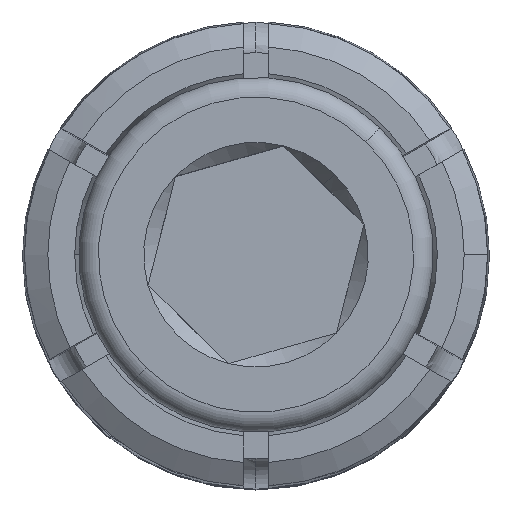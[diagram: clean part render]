
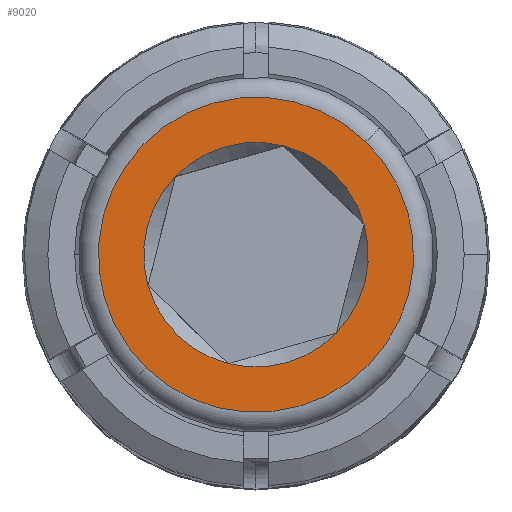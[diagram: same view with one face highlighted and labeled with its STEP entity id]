
A CAD part, top view. The second image highlights one B-rep face of the part: STEP entity #9020.
In plain terms, the highlighted face is planar.
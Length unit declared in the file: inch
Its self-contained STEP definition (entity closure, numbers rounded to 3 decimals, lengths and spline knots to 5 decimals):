
#182 = FACE_BOUND ( 'NONE', #1185, .T. ) ;
#224 = CARTESIAN_POINT ( 'NONE',  ( 0., 0., -1.41732 ) ) ;
#476 = CARTESIAN_POINT ( 'NONE',  ( 0., 0., -1.41732 ) ) ;
#513 = CARTESIAN_POINT ( 'NONE',  ( 0., 0.11365, -1.41732 ) ) ;
#980 = DIRECTION ( 'NONE',  ( 0., 0., -1. ) ) ;
#1079 = EDGE_CURVE ( 'NONE', #5859, #13800, #8454, .T. ) ;
#1185 = EDGE_LOOP ( 'NONE', ( #8082, #13018, #8012, #1858, #1812, #6459, #4615 ) ) ;
#1483 = DIRECTION ( 'NONE',  ( 1., 0., 0. ) ) ;
#1723 = DIRECTION ( 'NONE',  ( -1., 0., 0. ) ) ;
#1812 = ORIENTED_EDGE ( 'NONE', *, *, #9871, .F. ) ;
#1858 = ORIENTED_EDGE ( 'NONE', *, *, #7105, .F. ) ;
#2135 = DIRECTION ( 'NONE',  ( 0., 0., -1. ) ) ;
#2547 = VERTEX_POINT ( 'NONE', #513 ) ;
#2745 = AXIS2_PLACEMENT_3D ( 'NONE', #10932, #3394, #12210 ) ;
#2940 = CARTESIAN_POINT ( 'NONE',  ( -0.11365, 0., -1.41732 ) ) ;
#2996 = CIRCLE ( 'NONE', #2745, 0.11365 ) ;
#3394 = DIRECTION ( 'NONE',  ( 0., 0., -1. ) ) ;
#3476 = CIRCLE ( 'NONE', #13723, 0.11365 ) ;
#3591 = ORIENTED_EDGE ( 'NONE', *, *, #10199, .F. ) ;
#4075 = CIRCLE ( 'NONE', #6989, 0.1595 ) ;
#4307 = DIRECTION ( 'NONE',  ( 0., 0., -1. ) ) ;
#4366 = DIRECTION ( 'NONE',  ( 0., 0., -1. ) ) ;
#4615 = ORIENTED_EDGE ( 'NONE', *, *, #6598, .F. ) ;
#4671 = CARTESIAN_POINT ( 'NONE',  ( -0.09843, -0.05683, -1.41732 ) ) ;
#4932 = AXIS2_PLACEMENT_3D ( 'NONE', #5464, #14270, #6715 ) ;
#5312 = EDGE_CURVE ( 'NONE', #6040, #12927, #13822, .T. ) ;
#5464 = CARTESIAN_POINT ( 'NONE',  ( 0., 0., -1.41732 ) ) ;
#5498 = EDGE_CURVE ( 'NONE', #13800, #2547, #2996, .T. ) ;
#5547 = CARTESIAN_POINT ( 'NONE',  ( 0., 0., -1.41732 ) ) ;
#5859 = VERTEX_POINT ( 'NONE', #2940 ) ;
#6040 = VERTEX_POINT ( 'NONE', #14559 ) ;
#6459 = ORIENTED_EDGE ( 'NONE', *, *, #13470, .F. ) ;
#6598 = EDGE_CURVE ( 'NONE', #2547, #8182, #7275, .T. ) ;
#6715 = DIRECTION ( 'NONE',  ( -1., 0., 0. ) ) ;
#6789 = DIRECTION ( 'NONE',  ( 1., 0., 0. ) ) ;
#6989 = AXIS2_PLACEMENT_3D ( 'NONE', #224, #8997, #1483 ) ;
#7104 = CIRCLE ( 'NONE', #14708, 0.11365 ) ;
#7105 = EDGE_CURVE ( 'NONE', #14195, #13660, #7461, .T. ) ;
#7112 = CARTESIAN_POINT ( 'NONE',  ( 0., 0., -1.41732 ) ) ;
#7275 = CIRCLE ( 'NONE', #11592, 0.11365 ) ;
#7355 = CARTESIAN_POINT ( 'NONE',  ( 0., 0., -1.41732 ) ) ;
#7461 = CIRCLE ( 'NONE', #13479, 0.11365 ) ;
#8012 = ORIENTED_EDGE ( 'NONE', *, *, #11632, .F. ) ;
#8082 = ORIENTED_EDGE ( 'NONE', *, *, #5498, .F. ) ;
#8182 = VERTEX_POINT ( 'NONE', #10511 ) ;
#8396 = VERTEX_POINT ( 'NONE', #15897 ) ;
#8454 = CIRCLE ( 'NONE', #11959, 0.11365 ) ;
#8499 = CARTESIAN_POINT ( 'NONE',  ( 0., 0., -1.41732 ) ) ;
#8613 = DIRECTION ( 'NONE',  ( -1., 0., 0. ) ) ;
#8997 = DIRECTION ( 'NONE',  ( 0., 0., 1. ) ) ;
#9020 = ADVANCED_FACE ( 'NONE', ( #182, #16065 ), #9673, .T. ) ;
#9238 = DIRECTION ( 'NONE',  ( 0., 0., -1. ) ) ;
#9610 = AXIS2_PLACEMENT_3D ( 'NONE', #7112, #2135, #10937 ) ;
#9673 = PLANE ( 'NONE',  #9610 ) ;
#9773 = DIRECTION ( 'NONE',  ( -1., 0., 0. ) ) ;
#9871 = EDGE_CURVE ( 'NONE', #8396, #14195, #3476, .T. ) ;
#10199 = EDGE_CURVE ( 'NONE', #12927, #6040, #4075, .T. ) ;
#10511 = CARTESIAN_POINT ( 'NONE',  ( 0.09843, 0.05683, -1.41732 ) ) ;
#10576 = CARTESIAN_POINT ( 'NONE',  ( 0., -0.11365, -1.41732 ) ) ;
#10662 = AXIS2_PLACEMENT_3D ( 'NONE', #5547, #14346, #6789 ) ;
#10932 = CARTESIAN_POINT ( 'NONE',  ( 0., 0., -1.41732 ) ) ;
#10937 = DIRECTION ( 'NONE',  ( -1., 0., 0. ) ) ;
#11592 = AXIS2_PLACEMENT_3D ( 'NONE', #11928, #4366, #13185 ) ;
#11632 = EDGE_CURVE ( 'NONE', #13660, #5859, #7104, .T. ) ;
#11863 = CARTESIAN_POINT ( 'NONE',  ( 0., 0., -1.41732 ) ) ;
#11928 = CARTESIAN_POINT ( 'NONE',  ( 0., 0., -1.41732 ) ) ;
#11959 = AXIS2_PLACEMENT_3D ( 'NONE', #11863, #4307, #13131 ) ;
#12087 = CARTESIAN_POINT ( 'NONE',  ( -0.1595, 0., -1.41732 ) ) ;
#12210 = DIRECTION ( 'NONE',  ( -1., 0., 0. ) ) ;
#12927 = VERTEX_POINT ( 'NONE', #12087 ) ;
#13018 = ORIENTED_EDGE ( 'NONE', *, *, #1079, .F. ) ;
#13131 = DIRECTION ( 'NONE',  ( -1., 0., 0. ) ) ;
#13185 = DIRECTION ( 'NONE',  ( -1., 0., 0. ) ) ;
#13294 = EDGE_LOOP ( 'NONE', ( #14127, #3591 ) ) ;
#13470 = EDGE_CURVE ( 'NONE', #8182, #8396, #15159, .T. ) ;
#13479 = AXIS2_PLACEMENT_3D ( 'NONE', #476, #9238, #1723 ) ;
#13660 = VERTEX_POINT ( 'NONE', #4671 ) ;
#13723 = AXIS2_PLACEMENT_3D ( 'NONE', #8499, #980, #9773 ) ;
#13800 = VERTEX_POINT ( 'NONE', #16040 ) ;
#13822 = CIRCLE ( 'NONE', #10662, 0.1595 ) ;
#14127 = ORIENTED_EDGE ( 'NONE', *, *, #5312, .F. ) ;
#14195 = VERTEX_POINT ( 'NONE', #10576 ) ;
#14270 = DIRECTION ( 'NONE',  ( 0., 0., -1. ) ) ;
#14346 = DIRECTION ( 'NONE',  ( 0., 0., 1. ) ) ;
#14559 = CARTESIAN_POINT ( 'NONE',  ( 0.1595, 0., -1.41732 ) ) ;
#14708 = AXIS2_PLACEMENT_3D ( 'NONE', #7355, #16143, #8613 ) ;
#15159 = CIRCLE ( 'NONE', #4932, 0.11365 ) ;
#15897 = CARTESIAN_POINT ( 'NONE',  ( 0.09843, -0.05683, -1.41732 ) ) ;
#16040 = CARTESIAN_POINT ( 'NONE',  ( -0.09843, 0.05683, -1.41732 ) ) ;
#16065 = FACE_OUTER_BOUND ( 'NONE', #13294, .T. ) ;
#16143 = DIRECTION ( 'NONE',  ( 0., 0., -1. ) ) ;
